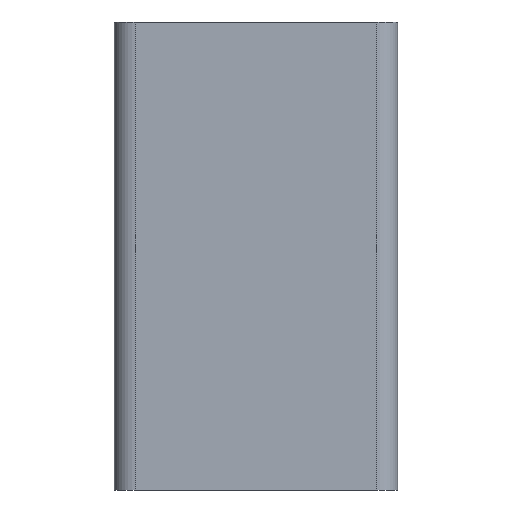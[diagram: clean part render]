
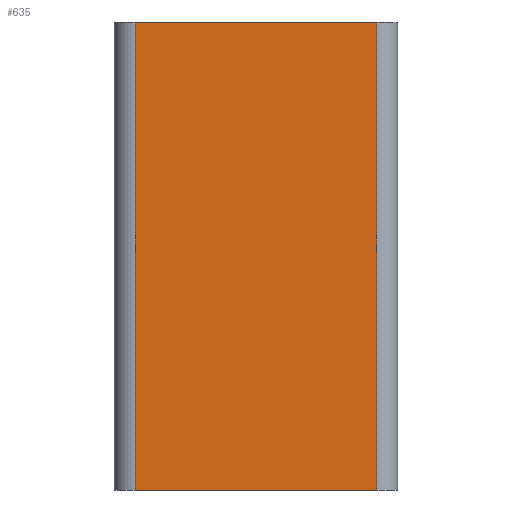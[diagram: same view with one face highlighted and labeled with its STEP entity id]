
A CAD part, left-side view. The second image highlights one B-rep face of the part: STEP entity #635.
In plain terms, the highlighted planar face has unit normal (-1, 0, 0).
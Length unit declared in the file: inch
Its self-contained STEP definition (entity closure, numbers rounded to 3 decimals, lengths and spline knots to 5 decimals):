
#573=CARTESIAN_POINT('',(-1.69,2.7525,-2.0625));
#574=VERTEX_POINT('',#573);
#582=CARTESIAN_POINT('',(-1.69,2.7525,2.0625));
#583=VERTEX_POINT('',#582);
#584=CARTESIAN_POINT('',(-1.69,2.7525,0.));
#585=DIRECTION('',(0.,0.,1.));
#586=VECTOR('',#585,1.);
#587=LINE('',#584,#586);
#588=EDGE_CURVE('',#574,#583,#587,.T.);
#605=ORIENTED_EDGE('',*,*,#588,.F.);
#606=CARTESIAN_POINT('',(-1.69,0.6275,-2.0625));
#607=VERTEX_POINT('',#606);
#608=CARTESIAN_POINT('',(-1.69,2.7525,-2.0625));
#609=DIRECTION('',(0.,-1.,0.));
#610=VECTOR('',#609,1.);
#611=LINE('',#608,#610);
#612=EDGE_CURVE('',#574,#607,#611,.T.);
#613=ORIENTED_EDGE('',*,*,#612,.T.);
#614=CARTESIAN_POINT('',(-1.69,0.6275,2.0625));
#615=VERTEX_POINT('',#614);
#616=CARTESIAN_POINT('',(-1.69,0.6275,0.));
#617=DIRECTION('',(0.,0.,-1.));
#618=VECTOR('',#617,1.);
#619=LINE('',#616,#618);
#620=EDGE_CURVE('',#615,#607,#619,.T.);
#621=ORIENTED_EDGE('',*,*,#620,.F.);
#622=CARTESIAN_POINT('',(-1.69,2.7525,2.0625));
#623=DIRECTION('',(0.,1.,0.));
#624=VECTOR('',#623,1.);
#625=LINE('',#622,#624);
#626=EDGE_CURVE('',#615,#583,#625,.T.);
#627=ORIENTED_EDGE('',*,*,#626,.T.);
#628=EDGE_LOOP('',(#605,#613,#621,#627));
#629=FACE_OUTER_BOUND('',#628,.T.);
#630=CARTESIAN_POINT('',(-1.69,1.69,0.));
#631=DIRECTION('',(-1.,0.,0.));
#632=DIRECTION('',(0.,-1.,0.));
#633=AXIS2_PLACEMENT_3D('',#630,#631,#632);
#634=PLANE('',#633);
#635=ADVANCED_FACE('',(#629),#634,.T.);
